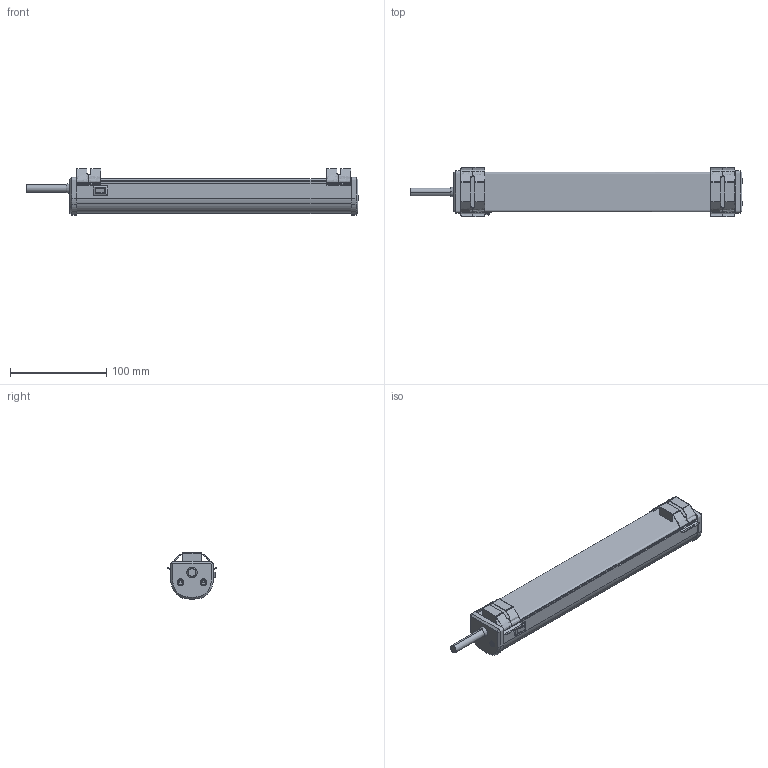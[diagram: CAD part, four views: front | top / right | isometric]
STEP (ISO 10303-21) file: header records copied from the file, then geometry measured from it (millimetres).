
FILE_DESCRIPTION (( 'STEP AP214' ), '1' );
FILE_NAME ('CWF3S-M2U-CD.step', '2019-03-26T15:49:41', ( '' ), ( '' ), 'SwSTEP 2.0', 'SolidWorks 2018', '' );
FILE_SCHEMA (( 'AUTOMOTIVE_DESIGN' ));
Length unit declared in the file: inch
Products named in the file (1): CWF3S-M2U-CD
Bounding box: 345.39 x 51.39 x 48.11 mm (x, y, z)
Volume: 413793.8 mm3; surface area: 55971.8 mm2
Topology: 3 solids, 3 shells, 283 faces, 769 edges, 497 vertices
Faces by surface type: plane 123, bspline 77, cylinder 67, cone 16
Entity records: 14967 total; most frequent: CARTESIAN_POINT 4554, ORIENTED_EDGE 1530, DIRECTION 1217, EDGE_CURVE 765, VERTEX_POINT 497, VECTOR 495, LINE 495, AXIS2_PLACEMENT_3D 361
